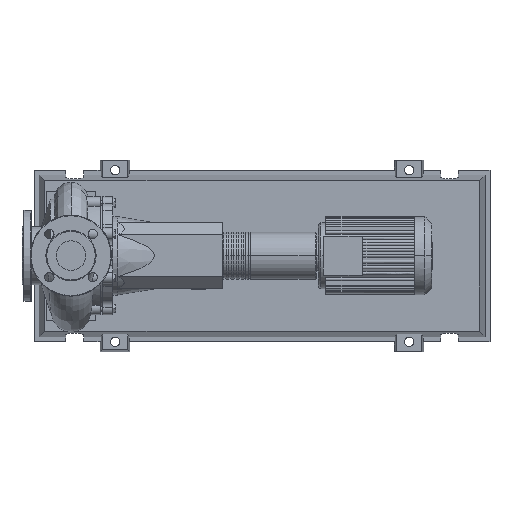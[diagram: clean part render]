
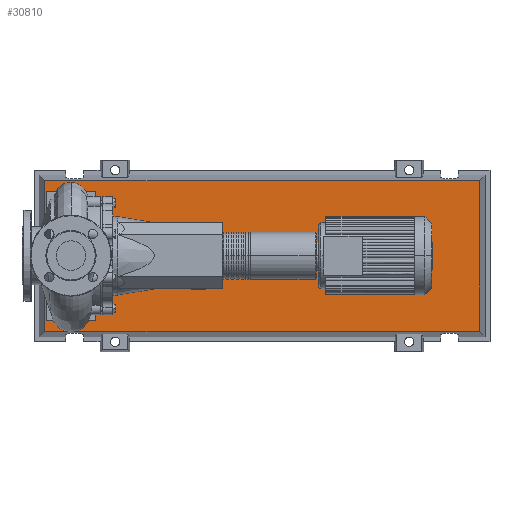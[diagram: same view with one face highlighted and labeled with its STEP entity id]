
A CAD part, top view. The second image highlights one B-rep face of the part: STEP entity #30810.
In plain terms, the highlighted planar face has unit normal (0, 0, 1).
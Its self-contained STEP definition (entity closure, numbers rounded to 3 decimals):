
#30491=CARTESIAN_POINT('',(833.292,-153.292,83.0));
#30492=VERTEX_POINT('',#30491);
#30499=CARTESIAN_POINT('',(-53.292,-153.292,83.0));
#30500=VERTEX_POINT('',#30499);
#30501=CARTESIAN_POINT('',(833.292,-153.292,83.0));
#30502=DIRECTION('',(-1.0,0.0,0.0));
#30503=VECTOR('',#30502,886.584);
#30504=LINE('',#30501,#30503);
#30505=EDGE_CURVE('',#30492,#30500,#30504,.T.);
#30723=CARTESIAN_POINT('',(833.292,153.292,83.0));
#30724=VERTEX_POINT('',#30723);
#30725=CARTESIAN_POINT('',(833.292,153.292,83.0));
#30726=DIRECTION('',(0.0,-1.0,0.0));
#30727=VECTOR('',#30726,306.584);
#30728=LINE('',#30725,#30727);
#30729=EDGE_CURVE('',#30724,#30492,#30728,.T.);
#30747=CARTESIAN_POINT('',(-53.292,153.292,83.0));
#30748=VERTEX_POINT('',#30747);
#30749=CARTESIAN_POINT('',(-53.292,-153.292,83.0));
#30750=DIRECTION('',(0.0,1.0,0.0));
#30751=VECTOR('',#30750,306.584);
#30752=LINE('',#30749,#30751);
#30753=EDGE_CURVE('',#30500,#30748,#30752,.T.);
#30786=CARTESIAN_POINT('',(-53.292,153.292,83.0));
#30787=DIRECTION('',(1.0,0.0,0.0));
#30788=VECTOR('',#30787,886.584);
#30789=LINE('',#30786,#30788);
#30790=EDGE_CURVE('',#30748,#30724,#30789,.T.);
#30799=CARTESIAN_POINT('',(390.,0.,83.0));
#30800=DIRECTION('',(0.0,0.0,1.0));
#30801=DIRECTION('',(1.0,0.0,0.0));
#30802=AXIS2_PLACEMENT_3D('',#30799,#30800,#30801);
#30803=PLANE('',#30802);
#30804=ORIENTED_EDGE('',*,*,#30729,.F.);
#30805=ORIENTED_EDGE('',*,*,#30790,.F.);
#30806=ORIENTED_EDGE('',*,*,#30753,.F.);
#30807=ORIENTED_EDGE('',*,*,#30505,.F.);
#30808=EDGE_LOOP('',(#30804,#30805,#30806,#30807));
#30809=FACE_OUTER_BOUND('',#30808,.T.);
#30810=ADVANCED_FACE('',(#30809),#30803,.T.);
